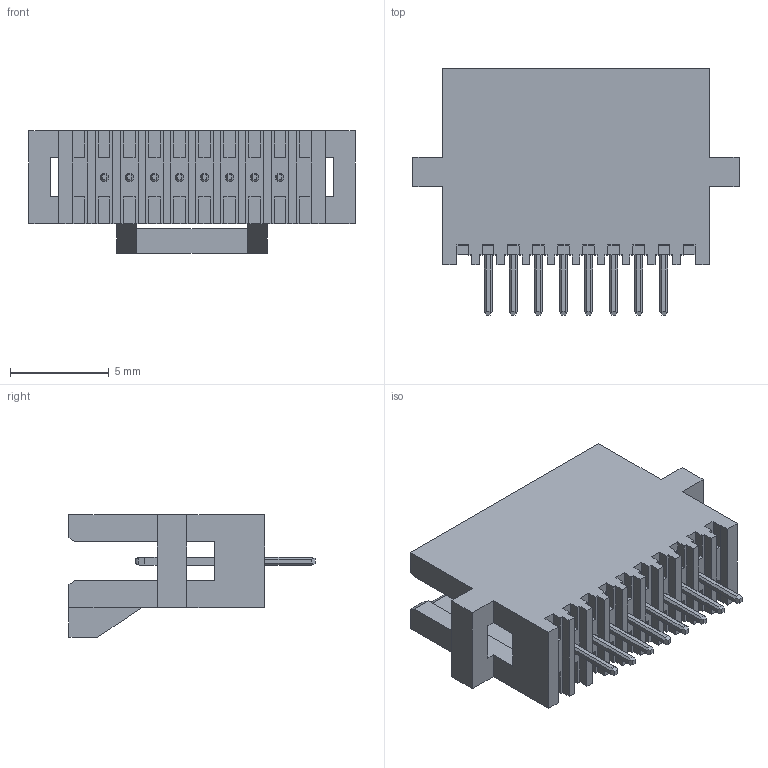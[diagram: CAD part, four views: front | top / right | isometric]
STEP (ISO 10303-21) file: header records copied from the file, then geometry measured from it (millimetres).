
FILE_DESCRIPTION( ('This file contains a STEP AP42 implementation' ,'as created by ZW3D STEP Interface translator.') ,'2;1' );
FILE_NAME( 'WF1271-1WSH08SOBT0.stp' ,'24 1 2.154840', (''), ('ZWCAD Software Co.'), 'Version 1.0', 'ZW3D to STEP translator', '' );
FILE_SCHEMA(('AUTOMOTIVE_DESIGN { 1 0 10303 214 1 1 1 1 }'));
Length unit declared in the file: millimetre
Products named in the file (2): 0; WF1271-1WSH08SOBT0
Bounding box: 16.49 x 12.44 x 6.2 mm (x, y, z)
Volume: 359.5 mm3; surface area: 854.5 mm2
Topology: 1 solids, 1 shells, 369 faces, 1091 edges, 734 vertices
Faces by surface type: plane 353, cylinder 16
Entity records: 15536 total; most frequent: CARTESIAN_POINT 7058, ORIENTED_EDGE 2182, EDGE_CURVE 1091, DIRECTION 916, B_SPLINE_CURVE_WITH_KNOTS 915, VERTEX_POINT 734, EDGE_LOOP 385, AXIS2_PLACEMENT_3D 370
